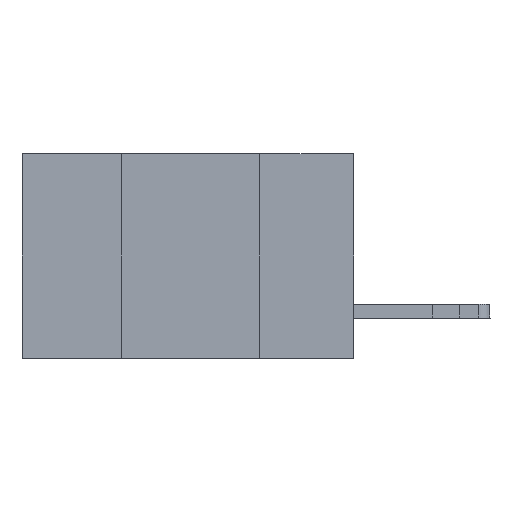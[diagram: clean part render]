
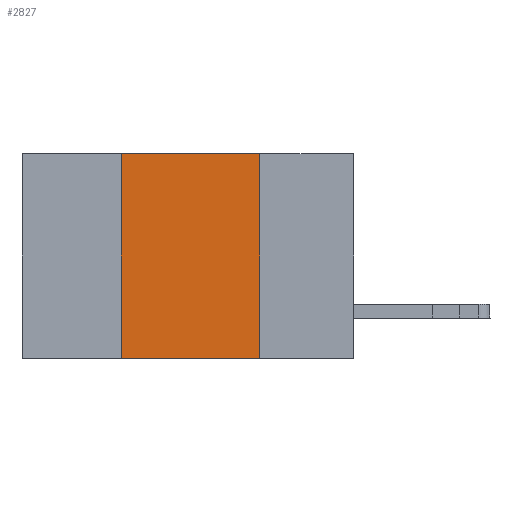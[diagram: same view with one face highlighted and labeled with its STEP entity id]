
A CAD part, left-side view. The second image highlights one B-rep face of the part: STEP entity #2827.
In plain terms, the highlighted planar face has unit normal (-1, 0, 0).
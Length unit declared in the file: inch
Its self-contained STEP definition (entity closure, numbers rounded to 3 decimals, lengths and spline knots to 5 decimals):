
#680 = PLANE ( 'NONE',  #12494 ) ;
#1185 = CARTESIAN_POINT ( 'NONE',  ( 0., 0.17, 0. ) ) ;
#1902 = VERTEX_POINT ( 'NONE', #3645 ) ;
#1947 = LINE ( 'NONE', #13612, #14991 ) ;
#2611 = EDGE_CURVE ( 'NONE', #12112, #1902, #17894, .T. ) ;
#2827 = ADVANCED_FACE ( 'NONE', ( #5663 ), #680, .F. ) ;
#2947 = ORIENTED_EDGE ( 'NONE', *, *, #20273, .T. ) ;
#3645 = CARTESIAN_POINT ( 'NONE',  ( 0., 0.17, 0. ) ) ;
#3862 = DIRECTION ( 'NONE',  ( 0., -1., 0. ) ) ;
#4196 = DIRECTION ( 'NONE',  ( 0., 0., -1. ) ) ;
#5312 = EDGE_CURVE ( 'NONE', #1902, #17436, #19821, .T. ) ;
#5663 = FACE_OUTER_BOUND ( 'NONE', #12405, .T. ) ;
#6255 = ORIENTED_EDGE ( 'NONE', *, *, #5312, .F. ) ;
#7498 = DIRECTION ( 'NONE',  ( 0., 0., 1. ) ) ;
#7567 = CARTESIAN_POINT ( 'NONE',  ( 0., 0.6, 0. ) ) ;
#8653 = DIRECTION ( 'NONE',  ( 1., 0., 0. ) ) ;
#9199 = VECTOR ( 'NONE', #17860, 39.37008 ) ;
#9995 = CARTESIAN_POINT ( 'NONE',  ( 0., 0.17, -0.37 ) ) ;
#10052 = EDGE_CURVE ( 'NONE', #19227, #12112, #16227, .T. ) ;
#10566 = ORIENTED_EDGE ( 'NONE', *, *, #2611, .F. ) ;
#11892 = VECTOR ( 'NONE', #7498, 39.37008 ) ;
#12112 = VERTEX_POINT ( 'NONE', #15390 ) ;
#12405 = EDGE_LOOP ( 'NONE', ( #6255, #10566, #15439, #2947 ) ) ;
#12494 = AXIS2_PLACEMENT_3D ( 'NONE', #15166, #8653, #4196 ) ;
#12633 = DIRECTION ( 'NONE',  ( 0., 0., -1. ) ) ;
#13612 = CARTESIAN_POINT ( 'NONE',  ( 0., 0.6, -0.37 ) ) ;
#13993 = CARTESIAN_POINT ( 'NONE',  ( 0., 0.42, 0. ) ) ;
#14991 = VECTOR ( 'NONE', #3862, 39.37008 ) ;
#15166 = CARTESIAN_POINT ( 'NONE',  ( 0., 0.6, 0. ) ) ;
#15390 = CARTESIAN_POINT ( 'NONE',  ( 0., 0.42, 0. ) ) ;
#15439 = ORIENTED_EDGE ( 'NONE', *, *, #10052, .F. ) ;
#16227 = LINE ( 'NONE', #13993, #11892 ) ;
#17436 = VERTEX_POINT ( 'NONE', #9995 ) ;
#17860 = DIRECTION ( 'NONE',  ( 0., -1., 0. ) ) ;
#17894 = LINE ( 'NONE', #7567, #9199 ) ;
#19227 = VERTEX_POINT ( 'NONE', #20981 ) ;
#19821 = LINE ( 'NONE', #1185, #20316 ) ;
#20273 = EDGE_CURVE ( 'NONE', #19227, #17436, #1947, .T. ) ;
#20316 = VECTOR ( 'NONE', #12633, 39.37008 ) ;
#20981 = CARTESIAN_POINT ( 'NONE',  ( 0., 0.42, -0.37 ) ) ;
